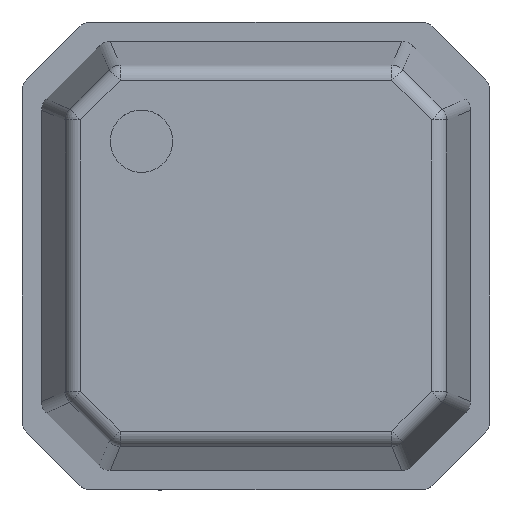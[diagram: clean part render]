
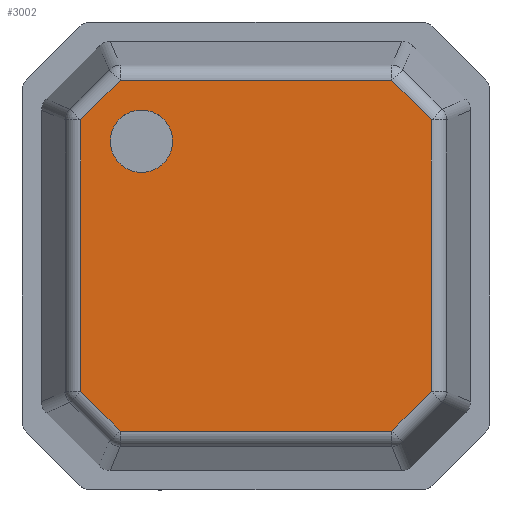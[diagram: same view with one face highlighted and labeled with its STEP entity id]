
A CAD part, top view. The second image highlights one B-rep face of the part: STEP entity #3002.
In plain terms, the highlighted planar face has unit normal (0, 0, 1).
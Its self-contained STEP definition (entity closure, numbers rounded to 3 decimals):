
#61 = CARTESIAN_POINT ( 'NONE',  ( -1.124, -0.871, 1. ) ) ;
#160 = CARTESIAN_POINT ( 'NONE',  ( 0.997, -0.997, 1. ) ) ;
#212 = CARTESIAN_POINT ( 'NONE',  ( -0.997, -0.997, 1. ) ) ;
#279 = DIRECTION ( 'NONE',  ( -0.707, -0.707, 0. ) ) ;
#409 = EDGE_LOOP ( 'NONE', ( #6056, #808, #1284, #4585, #6782, #1553, #2354, #5614 ) ) ;
#546 = DIRECTION ( 'NONE',  ( 1., 0., 0. ) ) ;
#663 = DIRECTION ( 'NONE',  ( 0., 0., 1. ) ) ;
#690 = CARTESIAN_POINT ( 'NONE',  ( -0.934, 0.734, 1. ) ) ;
#808 = ORIENTED_EDGE ( 'NONE', *, *, #2949, .T. ) ;
#922 = VECTOR ( 'NONE', #3737, 1000. ) ;
#986 = VECTOR ( 'NONE', #8853, 1000. ) ;
#1149 = DIRECTION ( 'NONE',  ( 1., 0., 0. ) ) ;
#1212 = LINE ( 'NONE', #1933, #986 ) ;
#1234 = EDGE_CURVE ( 'NONE', #7477, #3079, #7941, .T. ) ;
#1284 = ORIENTED_EDGE ( 'NONE', *, *, #8310, .T. ) ;
#1452 = ORIENTED_EDGE ( 'NONE', *, *, #4389, .F. ) ;
#1550 = FACE_BOUND ( 'NONE', #5325, .T. ) ;
#1553 = ORIENTED_EDGE ( 'NONE', *, *, #4237, .T. ) ;
#1634 = DIRECTION ( 'NONE',  ( 0.707, 0.707, 0. ) ) ;
#1672 = CARTESIAN_POINT ( 'NONE',  ( 0.871, -1.124, 1. ) ) ;
#1786 = VERTEX_POINT ( 'NONE', #3137 ) ;
#1911 = VECTOR ( 'NONE', #279, 1000. ) ;
#1933 = CARTESIAN_POINT ( 'NONE',  ( 0., 1.124, 1. ) ) ;
#2313 = CARTESIAN_POINT ( 'NONE',  ( 0., -1.124, 1. ) ) ;
#2354 = ORIENTED_EDGE ( 'NONE', *, *, #4743, .T. ) ;
#2524 = DIRECTION ( 'NONE',  ( 0., 0., 1. ) ) ;
#2607 = VECTOR ( 'NONE', #7300, 1000. ) ;
#2879 = EDGE_CURVE ( 'NONE', #6092, #4282, #7166, .T. ) ;
#2915 = CARTESIAN_POINT ( 'NONE',  ( 1.124, 0., 1. ) ) ;
#2949 = EDGE_CURVE ( 'NONE', #4282, #1786, #5774, .T. ) ;
#3002 = ADVANCED_FACE ( 'NONE', ( #1550, #4279 ), #3610, .T. ) ;
#3079 = VERTEX_POINT ( 'NONE', #8831 ) ;
#3137 = CARTESIAN_POINT ( 'NONE',  ( 1.124, -0.871, 1. ) ) ;
#3571 = CARTESIAN_POINT ( 'NONE',  ( -0.871, 1.124, 1. ) ) ;
#3610 = PLANE ( 'NONE',  #8882 ) ;
#3737 = DIRECTION ( 'NONE',  ( -0.707, 0.707, 0. ) ) ;
#3944 = VERTEX_POINT ( 'NONE', #3571 ) ;
#4079 = ORIENTED_EDGE ( 'NONE', *, *, #1234, .F. ) ;
#4229 = VERTEX_POINT ( 'NONE', #5046 ) ;
#4237 = EDGE_CURVE ( 'NONE', #3944, #5143, #7879, .T. ) ;
#4279 = FACE_OUTER_BOUND ( 'NONE', #409, .T. ) ;
#4282 = VERTEX_POINT ( 'NONE', #1672 ) ;
#4326 = CARTESIAN_POINT ( 'NONE',  ( -0.734, 0.734, 1. ) ) ;
#4354 = CARTESIAN_POINT ( 'NONE',  ( -0.871, -1.124, 1. ) ) ;
#4368 = CARTESIAN_POINT ( 'NONE',  ( -1.124, 0., 1. ) ) ;
#4372 = DIRECTION ( 'NONE',  ( 0.707, -0.707, 0. ) ) ;
#4389 = EDGE_CURVE ( 'NONE', #3079, #7477, #8569, .T. ) ;
#4585 = ORIENTED_EDGE ( 'NONE', *, *, #6073, .T. ) ;
#4641 = VECTOR ( 'NONE', #6527, 1000. ) ;
#4743 = EDGE_CURVE ( 'NONE', #5143, #7606, #8525, .T. ) ;
#5046 = CARTESIAN_POINT ( 'NONE',  ( 0.871, 1.124, 1. ) ) ;
#5143 = VERTEX_POINT ( 'NONE', #5425 ) ;
#5155 = VECTOR ( 'NONE', #6179, 1000. ) ;
#5325 = EDGE_LOOP ( 'NONE', ( #1452, #4079 ) ) ;
#5425 = CARTESIAN_POINT ( 'NONE',  ( -1.124, 0.871, 1. ) ) ;
#5513 = CARTESIAN_POINT ( 'NONE',  ( 0.997, 0.997, 1. ) ) ;
#5614 = ORIENTED_EDGE ( 'NONE', *, *, #6604, .T. ) ;
#5774 = LINE ( 'NONE', #160, #5820 ) ;
#5820 = VECTOR ( 'NONE', #1634, 1000. ) ;
#6056 = ORIENTED_EDGE ( 'NONE', *, *, #2879, .T. ) ;
#6073 = EDGE_CURVE ( 'NONE', #7340, #4229, #7616, .T. ) ;
#6092 = VERTEX_POINT ( 'NONE', #4354 ) ;
#6179 = DIRECTION ( 'NONE',  ( 0., 1., 0. ) ) ;
#6370 = LINE ( 'NONE', #2915, #5155 ) ;
#6396 = AXIS2_PLACEMENT_3D ( 'NONE', #8125, #663, #8231 ) ;
#6397 = LINE ( 'NONE', #212, #8797 ) ;
#6527 = DIRECTION ( 'NONE',  ( 1., 0., 0. ) ) ;
#6604 = EDGE_CURVE ( 'NONE', #7606, #6092, #6397, .T. ) ;
#6782 = ORIENTED_EDGE ( 'NONE', *, *, #7930, .T. ) ;
#7166 = LINE ( 'NONE', #2313, #4641 ) ;
#7174 = CARTESIAN_POINT ( 'NONE',  ( 1.124, 0.871, 1. ) ) ;
#7248 = CARTESIAN_POINT ( 'NONE',  ( -0.997, 0.997, 1. ) ) ;
#7300 = DIRECTION ( 'NONE',  ( 0., -1., 0. ) ) ;
#7336 = CARTESIAN_POINT ( 'NONE',  ( 0., 0., 1. ) ) ;
#7340 = VERTEX_POINT ( 'NONE', #7174 ) ;
#7477 = VERTEX_POINT ( 'NONE', #690 ) ;
#7606 = VERTEX_POINT ( 'NONE', #61 ) ;
#7616 = LINE ( 'NONE', #5513, #922 ) ;
#7879 = LINE ( 'NONE', #7248, #1911 ) ;
#7930 = EDGE_CURVE ( 'NONE', #4229, #3944, #1212, .T. ) ;
#7941 = CIRCLE ( 'NONE', #8378, 0.2 ) ;
#8125 = CARTESIAN_POINT ( 'NONE',  ( -0.734, 0.734, 1. ) ) ;
#8149 = DIRECTION ( 'NONE',  ( 0., 0., 1. ) ) ;
#8231 = DIRECTION ( 'NONE',  ( 1., 0., 0. ) ) ;
#8310 = EDGE_CURVE ( 'NONE', #1786, #7340, #6370, .T. ) ;
#8378 = AXIS2_PLACEMENT_3D ( 'NONE', #4326, #2524, #546 ) ;
#8525 = LINE ( 'NONE', #4368, #2607 ) ;
#8569 = CIRCLE ( 'NONE', #6396, 0.2 ) ;
#8797 = VECTOR ( 'NONE', #4372, 1000. ) ;
#8831 = CARTESIAN_POINT ( 'NONE',  ( -0.534, 0.734, 1. ) ) ;
#8853 = DIRECTION ( 'NONE',  ( -1., 0., 0. ) ) ;
#8882 = AXIS2_PLACEMENT_3D ( 'NONE', #7336, #8149, #1149 ) ;
